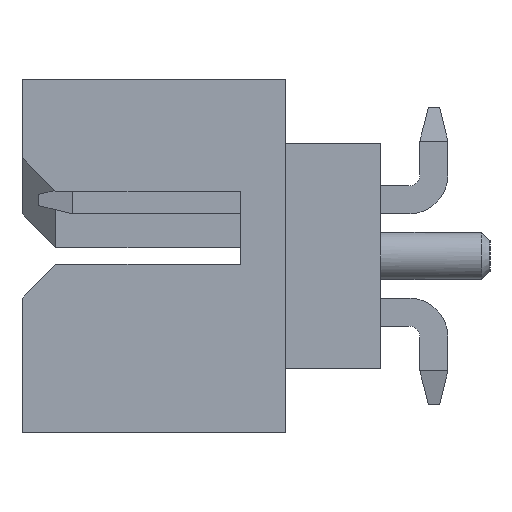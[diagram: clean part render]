
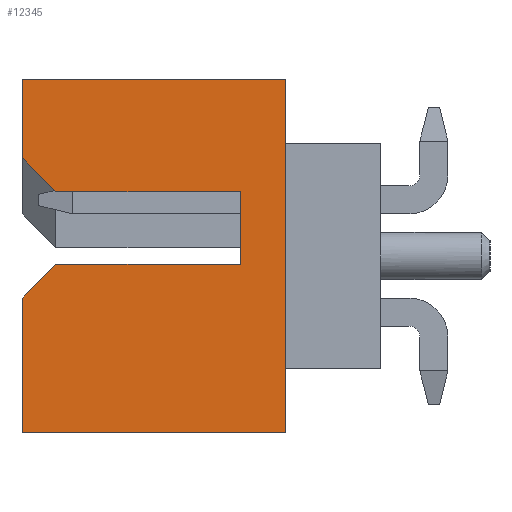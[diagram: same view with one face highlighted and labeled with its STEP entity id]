
A CAD part, left-side view. The second image highlights one B-rep face of the part: STEP entity #12345.
In plain terms, the highlighted planar face has unit normal (-1, 0, 0).
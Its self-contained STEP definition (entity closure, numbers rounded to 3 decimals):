
#1=DIRECTION('',(0.,-1.,0.));
#2=VECTOR('',#1,4.7);
#3=CARTESIAN_POINT('',(-16.325,3.2,-3.15));
#4=LINE('',#3,#2);
#17=DIRECTION('',(0.,0.707,-0.707));
#18=VECTOR('',#17,0.849);
#19=CARTESIAN_POINT('',(-16.325,2.6,-0.15));
#20=LINE('',#19,#18);
#21=DIRECTION('',(0.,-1.,0.));
#22=VECTOR('',#21,3.3);
#23=CARTESIAN_POINT('',(-16.325,2.6,-0.15));
#24=LINE('',#23,#22);
#25=DIRECTION('',(0.,0.,-1.));
#26=VECTOR('',#25,1.3);
#27=CARTESIAN_POINT('',(-16.325,-0.7,1.15));
#28=LINE('',#27,#26);
#29=DIRECTION('',(0.,-1.,0.));
#30=VECTOR('',#29,3.3);
#31=CARTESIAN_POINT('',(-16.325,2.6,1.15));
#32=LINE('',#31,#30);
#33=DIRECTION('',(0.,-0.707,-0.707));
#34=VECTOR('',#33,0.849);
#35=CARTESIAN_POINT('',(-16.325,3.2,1.75));
#36=LINE('',#35,#34);
#37=DIRECTION('',(0.,0.,1.));
#38=VECTOR('',#37,1.4);
#39=CARTESIAN_POINT('',(-16.325,3.2,1.75));
#40=LINE('',#39,#38);
#41=DIRECTION('',(0.,0.,1.));
#42=VECTOR('',#41,6.3);
#43=CARTESIAN_POINT('',(-16.325,-1.5,-3.15));
#44=LINE('',#43,#42);
#45=DIRECTION('',(0.,0.,1.));
#46=VECTOR('',#45,2.4);
#47=CARTESIAN_POINT('',(-16.325,3.2,-3.15));
#48=LINE('',#47,#46);
#2306=DIRECTION('',(0.,-1.,0.));
#2307=VECTOR('',#2306,4.7);
#2308=CARTESIAN_POINT('',(-16.325,3.2,3.15));
#2309=LINE('',#2308,#2307);
#9392=CARTESIAN_POINT('',(-16.325,3.2,-3.15));
#9394=VERTEX_POINT('',#9392);
#9415=CARTESIAN_POINT('',(-16.325,-1.5,-3.15));
#9416=VERTEX_POINT('',#9415);
#9419=CARTESIAN_POINT('',(-16.325,3.2,3.15));
#9420=CARTESIAN_POINT('',(-16.325,-1.5,3.15));
#9421=VERTEX_POINT('',#9419);
#9422=VERTEX_POINT('',#9420);
#9487=CARTESIAN_POINT('',(-16.325,-0.7,1.15));
#9488=CARTESIAN_POINT('',(-16.325,-0.7,-0.15));
#9489=VERTEX_POINT('',#9487);
#9490=VERTEX_POINT('',#9488);
#9827=CARTESIAN_POINT('',(-16.325,2.6,-0.15));
#9828=CARTESIAN_POINT('',(-16.325,3.2,-0.75));
#9829=VERTEX_POINT('',#9827);
#9830=VERTEX_POINT('',#9828);
#9871=CARTESIAN_POINT('',(-16.325,3.2,1.75));
#9872=CARTESIAN_POINT('',(-16.325,2.6,1.15));
#9873=VERTEX_POINT('',#9871);
#9874=VERTEX_POINT('',#9872);
#12319=CARTESIAN_POINT('',(-16.325,3.2,-3.15));
#12320=DIRECTION('',(-1.,0.,0.));
#12321=DIRECTION('',(0.,-1.,0.));
#12322=AXIS2_PLACEMENT_3D('',#12319,#12320,#12321);
#12323=PLANE('',#12322);
#12325=ORIENTED_EDGE('',*,*,#12324,.F.);
#12327=ORIENTED_EDGE('',*,*,#12326,.T.);
#12329=ORIENTED_EDGE('',*,*,#12328,.F.);
#12331=ORIENTED_EDGE('',*,*,#12330,.F.);
#12333=ORIENTED_EDGE('',*,*,#12332,.F.);
#12335=ORIENTED_EDGE('',*,*,#12334,.T.);
#12337=ORIENTED_EDGE('',*,*,#12336,.T.);
#12339=ORIENTED_EDGE('',*,*,#12338,.F.);
#12340=ORIENTED_EDGE('',*,*,#12308,.F.);
#12342=ORIENTED_EDGE('',*,*,#12341,.T.);
#12343=EDGE_LOOP('',(#12325,#12327,#12329,#12331,#12333,#12335,#12337,#12339,
#12340,#12342));
#12344=FACE_OUTER_BOUND('',#12343,.F.);
#12345=ADVANCED_FACE('',(#12344),#12323,.T.);
#12308=EDGE_CURVE('',#9394,#9416,#4,.T.);
#12324=EDGE_CURVE('',#9829,#9830,#20,.T.);
#12326=EDGE_CURVE('',#9829,#9490,#24,.T.);
#12328=EDGE_CURVE('',#9489,#9490,#28,.T.);
#12330=EDGE_CURVE('',#9874,#9489,#32,.T.);
#12332=EDGE_CURVE('',#9873,#9874,#36,.T.);
#12334=EDGE_CURVE('',#9873,#9421,#40,.T.);
#12336=EDGE_CURVE('',#9421,#9422,#2309,.T.);
#12338=EDGE_CURVE('',#9416,#9422,#44,.T.);
#12341=EDGE_CURVE('',#9394,#9830,#48,.T.);
